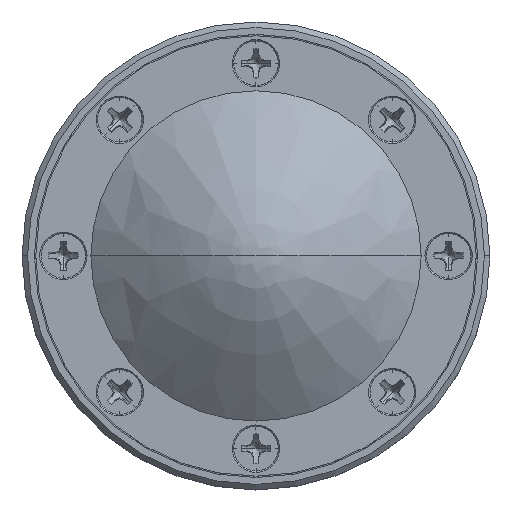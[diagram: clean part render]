
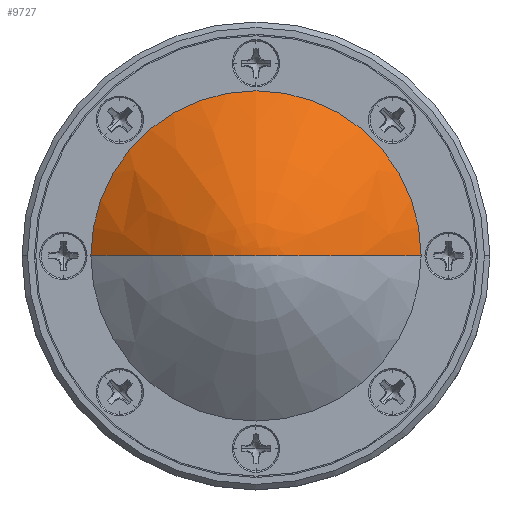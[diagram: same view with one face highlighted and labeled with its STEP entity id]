
A CAD part, top view. The second image highlights one B-rep face of the part: STEP entity #9727.
In plain terms, the highlighted free-form (B-spline) face has degree [5, 3] with [6, 4] control points.
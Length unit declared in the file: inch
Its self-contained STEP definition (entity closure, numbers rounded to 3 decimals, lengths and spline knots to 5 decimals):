
#590 = CARTESIAN_POINT ( 'NONE',  ( -0.24, 0., 0.39238 ) ) ;
#728 = CARTESIAN_POINT ( 'NONE',  ( 0.48, 0.96, 0.22725 ) ) ;
#852 = ORIENTED_EDGE ( 'NONE', *, *, #13691, .F. ) ;
#990 = CARTESIAN_POINT ( 'NONE',  ( -0.24, 0., 0.39238 ) ) ;
#1190 = CARTESIAN_POINT ( 'NONE',  ( 0.12, 0.24, 0.44994 ) ) ;
#1310 = CARTESIAN_POINT ( 'NONE',  ( 0.48, 0., 0.22725 ) ) ;
#3823 = B_SPLINE_CURVE_WITH_KNOTS ( 'NONE', 5,
 ( #48787, #10000, #48598, #22517, #1310, #41278 ),
 .UNSPECIFIED., .F., .F.,
 ( 6, 6 ),
 ( 0.08399, 0.92386 ),
 .UNSPECIFIED. ) ;
#4103 = CARTESIAN_POINT ( 'NONE',  ( 0.6, 0., 0.13594 ) ) ;
#4851 = CARTESIAN_POINT ( 'NONE',  ( -0.36, 0., 0.31363 ) ) ;
#5006 = CARTESIAN_POINT ( 'NONE',  ( -0.6, 0., 0.13594 ) ) ;
#5576 = CARTESIAN_POINT ( 'NONE',  ( -0.36, 0.72, 0.31363 ) ) ;
#5582 = CARTESIAN_POINT ( 'NONE',  ( 0., 0., 0.44748 ) ) ;
#5630 = CARTESIAN_POINT ( 'NONE',  ( 0.12, 0., 0.44994 ) ) ;
#5796 = AXIS2_PLACEMENT_3D ( 'NONE', #21177, #38767, #52627 ) ;
#8800 = ORIENTED_EDGE ( 'NONE', *, *, #52677, .T. ) ;
#9636 = CARTESIAN_POINT ( 'NONE',  ( -0.48, 0., 0.22725 ) ) ;
#9727 = ADVANCED_FACE ( 'NONE', ( #13997 ), #23227, .T. ) ;
#9821 = CARTESIAN_POINT ( 'NONE',  ( 0.48, 0., 0.22725 ) ) ;
#10000 = CARTESIAN_POINT ( 'NONE',  ( 0.12, 0., 0.44994 ) ) ;
#13691 = EDGE_CURVE ( 'NONE', #36380, #41265, #44173, .T. ) ;
#13900 = CARTESIAN_POINT ( 'NONE',  ( -0.6, 0., 0.13594 ) ) ;
#13997 = FACE_OUTER_BOUND ( 'NONE', #30744, .T. ) ;
#14440 = CARTESIAN_POINT ( 'NONE',  ( 0.36, 0., 0.31363 ) ) ;
#14697 = CARTESIAN_POINT ( 'NONE',  ( 0., 0., 0.44748 ) ) ;
#17621 = EDGE_CURVE ( 'NONE', #36380, #21587, #3823, .T. ) ;
#21177 = CARTESIAN_POINT ( 'NONE',  ( 0., 0., 0.13594 ) ) ;
#21587 = VERTEX_POINT ( 'NONE', #4103 ) ;
#22517 = CARTESIAN_POINT ( 'NONE',  ( 0.36, 0., 0.31363 ) ) ;
#22911 = CARTESIAN_POINT ( 'NONE',  ( -0.36, 0., 0.31363 ) ) ;
#23227 =( BOUNDED_SURFACE ( )  B_SPLINE_SURFACE ( 5, 3, ( 
 ( #27733, #27537, #14697, #49824 ),
 ( #5630, #1190, #31933, #23545 ),
 ( #54276, #45204, #27342, #990 ),
 ( #14440, #40136, #5576, #22911 ),
 ( #9821, #728, #36123, #9636 ),
 ( #40335, #31875, #49187, #5006 ) ),
 .UNSPECIFIED., .F., .F., .F. ) 
 B_SPLINE_SURFACE_WITH_KNOTS ( ( 6, 6 ),
 ( 4, 4 ),
 ( 0.08399, 0.92386 ),
 ( 0., 1. ),
 .UNSPECIFIED. ) 
 GEOMETRIC_REPRESENTATION_ITEM ( )  RATIONAL_B_SPLINE_SURFACE ( (
 ( 1., 0.333, 0.333, 1.),
 ( 1., 0.333, 0.333, 1.),
 ( 1., 0.333, 0.333, 1.),
 ( 1., 0.333, 0.333, 1.),
 ( 1., 0.333, 0.333, 1.),
 ( 1., 0.333, 0.333, 1.) ) ) 
 REPRESENTATION_ITEM ( '' )  SURFACE ( )  );
#23545 = CARTESIAN_POINT ( 'NONE',  ( -0.12, 0., 0.44994 ) ) ;
#26954 = CARTESIAN_POINT ( 'NONE',  ( -0.12, 0., 0.44994 ) ) ;
#27342 = CARTESIAN_POINT ( 'NONE',  ( -0.24, 0.48, 0.39238 ) ) ;
#27537 = CARTESIAN_POINT ( 'NONE',  ( 0., 0., 0.44748 ) ) ;
#27733 = CARTESIAN_POINT ( 'NONE',  ( 0., 0., 0.44748 ) ) ;
#30744 = EDGE_LOOP ( 'NONE', ( #852, #54382, #8800 ) ) ;
#31875 = CARTESIAN_POINT ( 'NONE',  ( 0.6, 1.2, 0.13594 ) ) ;
#31933 = CARTESIAN_POINT ( 'NONE',  ( -0.12, 0.24, 0.44994 ) ) ;
#34752 = CARTESIAN_POINT ( 'NONE',  ( -0.6, 0., 0.13594 ) ) ;
#36123 = CARTESIAN_POINT ( 'NONE',  ( -0.48, 0.96, 0.22725 ) ) ;
#36380 = VERTEX_POINT ( 'NONE', #5582 ) ;
#38767 = DIRECTION ( 'NONE',  ( 0., 0., 1. ) ) ;
#40136 = CARTESIAN_POINT ( 'NONE',  ( 0.36, 0.72, 0.31363 ) ) ;
#40335 = CARTESIAN_POINT ( 'NONE',  ( 0.6, 0., 0.13594 ) ) ;
#41265 = VERTEX_POINT ( 'NONE', #34752 ) ;
#41278 = CARTESIAN_POINT ( 'NONE',  ( 0.6, 0., 0.13594 ) ) ;
#44173 = B_SPLINE_CURVE_WITH_KNOTS ( 'NONE', 5,
 ( #44405, #26954, #590, #4851, #53682, #13900 ),
 .UNSPECIFIED., .F., .F.,
 ( 6, 6 ),
 ( 0.08399, 0.92386 ),
 .UNSPECIFIED. ) ;
#44405 = CARTESIAN_POINT ( 'NONE',  ( 0., 0., 0.44748 ) ) ;
#45204 = CARTESIAN_POINT ( 'NONE',  ( 0.24, 0.48, 0.39238 ) ) ;
#48598 = CARTESIAN_POINT ( 'NONE',  ( 0.24, 0., 0.39238 ) ) ;
#48787 = CARTESIAN_POINT ( 'NONE',  ( 0., 0., 0.44748 ) ) ;
#49187 = CARTESIAN_POINT ( 'NONE',  ( -0.6, 1.2, 0.13594 ) ) ;
#49824 = CARTESIAN_POINT ( 'NONE',  ( 0., 0., 0.44748 ) ) ;
#52627 = DIRECTION ( 'NONE',  ( 1., 0., 0. ) ) ;
#52677 = EDGE_CURVE ( 'NONE', #21587, #41265, #55976, .T. ) ;
#53682 = CARTESIAN_POINT ( 'NONE',  ( -0.48, 0., 0.22725 ) ) ;
#54276 = CARTESIAN_POINT ( 'NONE',  ( 0.24, 0., 0.39238 ) ) ;
#54382 = ORIENTED_EDGE ( 'NONE', *, *, #17621, .T. ) ;
#55976 = CIRCLE ( 'NONE', #5796, 0.6 ) ;
